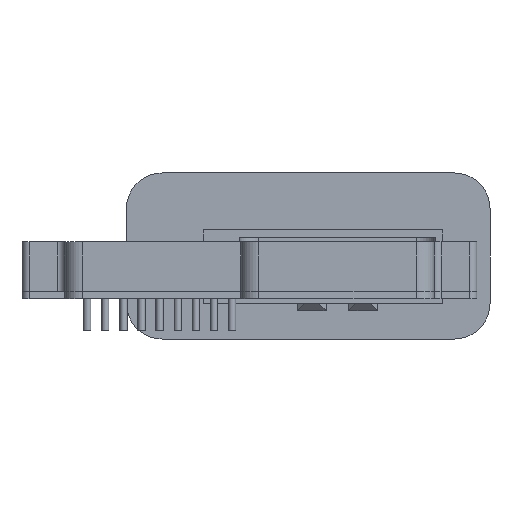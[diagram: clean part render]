
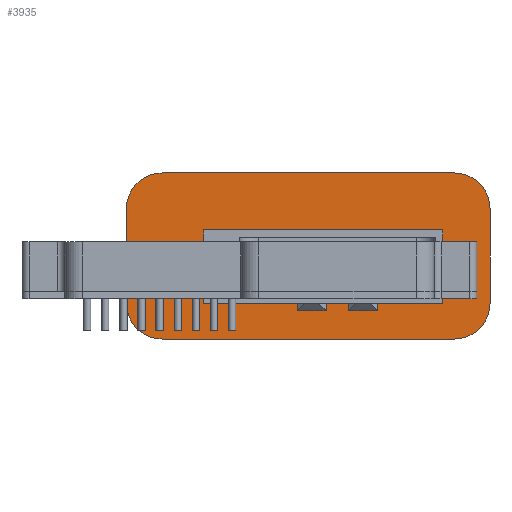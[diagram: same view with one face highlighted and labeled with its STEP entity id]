
A CAD part, left-side view. The second image highlights one B-rep face of the part: STEP entity #3935.
In plain terms, the highlighted planar face has unit normal (-1, 0, 0).
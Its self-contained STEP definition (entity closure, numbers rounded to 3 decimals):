
#230=FACE_BOUND('',#774,.T.);
#231=FACE_BOUND('',#775,.T.);
#347=CIRCLE('',#4361,5.);
#348=CIRCLE('',#4363,5.);
#349=CIRCLE('',#4364,5.);
#350=CIRCLE('',#4365,5.);
#542=FACE_OUTER_BOUND('',#773,.T.);
#773=EDGE_LOOP('',(#3455,#3456,#3457,#3458,#3459,#3460,#3461,#3462));
#774=EDGE_LOOP('',(#3463,#3464,#3465,#3466));
#775=EDGE_LOOP('',(#3467,#3468,#3469,#3470));
#1163=LINE('',#6570,#1574);
#1164=LINE('',#6574,#1575);
#1165=LINE('',#6578,#1576);
#1166=LINE('',#6581,#1577);
#1167=LINE('',#6584,#1578);
#1168=LINE('',#6586,#1579);
#1169=LINE('',#6588,#1580);
#1170=LINE('',#6589,#1581);
#1171=LINE('',#6592,#1582);
#1172=LINE('',#6594,#1583);
#1173=LINE('',#6596,#1584);
#1174=LINE('',#6597,#1585);
#1574=VECTOR('',#5414,10.);
#1575=VECTOR('',#5417,10.);
#1576=VECTOR('',#5420,10.);
#1577=VECTOR('',#5423,10.);
#1578=VECTOR('',#5424,10.);
#1579=VECTOR('',#5425,10.);
#1580=VECTOR('',#5426,10.);
#1581=VECTOR('',#5427,10.);
#1582=VECTOR('',#5428,10.);
#1583=VECTOR('',#5429,10.);
#1584=VECTOR('',#5430,10.);
#1585=VECTOR('',#5431,10.);
#1942=VERTEX_POINT('',#6563);
#1943=VERTEX_POINT('',#6565);
#1944=VERTEX_POINT('',#6569);
#1945=VERTEX_POINT('',#6571);
#1946=VERTEX_POINT('',#6573);
#1947=VERTEX_POINT('',#6575);
#1948=VERTEX_POINT('',#6577);
#1949=VERTEX_POINT('',#6579);
#1950=VERTEX_POINT('',#6582);
#1951=VERTEX_POINT('',#6583);
#1952=VERTEX_POINT('',#6585);
#1953=VERTEX_POINT('',#6587);
#1954=VERTEX_POINT('',#6590);
#1955=VERTEX_POINT('',#6591);
#1956=VERTEX_POINT('',#6593);
#1957=VERTEX_POINT('',#6595);
#2453=EDGE_CURVE('',#1942,#1943,#347,.T.);
#2455=EDGE_CURVE('',#1944,#1942,#1163,.T.);
#2456=EDGE_CURVE('',#1945,#1944,#348,.T.);
#2457=EDGE_CURVE('',#1946,#1945,#1164,.T.);
#2458=EDGE_CURVE('',#1947,#1946,#349,.T.);
#2459=EDGE_CURVE('',#1948,#1947,#1165,.T.);
#2460=EDGE_CURVE('',#1949,#1948,#350,.T.);
#2461=EDGE_CURVE('',#1943,#1949,#1166,.T.);
#2462=EDGE_CURVE('',#1950,#1951,#1167,.T.);
#2463=EDGE_CURVE('',#1952,#1950,#1168,.T.);
#2464=EDGE_CURVE('',#1953,#1952,#1169,.T.);
#2465=EDGE_CURVE('',#1951,#1953,#1170,.T.);
#2466=EDGE_CURVE('',#1954,#1955,#1171,.T.);
#2467=EDGE_CURVE('',#1956,#1954,#1172,.T.);
#2468=EDGE_CURVE('',#1957,#1956,#1173,.T.);
#2469=EDGE_CURVE('',#1955,#1957,#1174,.T.);
#3455=ORIENTED_EDGE('',*,*,#2453,.F.);
#3456=ORIENTED_EDGE('',*,*,#2455,.F.);
#3457=ORIENTED_EDGE('',*,*,#2456,.F.);
#3458=ORIENTED_EDGE('',*,*,#2457,.F.);
#3459=ORIENTED_EDGE('',*,*,#2458,.F.);
#3460=ORIENTED_EDGE('',*,*,#2459,.F.);
#3461=ORIENTED_EDGE('',*,*,#2460,.F.);
#3462=ORIENTED_EDGE('',*,*,#2461,.F.);
#3463=ORIENTED_EDGE('',*,*,#2462,.F.);
#3464=ORIENTED_EDGE('',*,*,#2463,.F.);
#3465=ORIENTED_EDGE('',*,*,#2464,.F.);
#3466=ORIENTED_EDGE('',*,*,#2465,.F.);
#3467=ORIENTED_EDGE('',*,*,#2466,.F.);
#3468=ORIENTED_EDGE('',*,*,#2467,.F.);
#3469=ORIENTED_EDGE('',*,*,#2468,.F.);
#3470=ORIENTED_EDGE('',*,*,#2469,.F.);
#3735=PLANE('',#4362);
#3935=ADVANCED_FACE('',(#542,#230,#231),#3735,.T.);
#4361=AXIS2_PLACEMENT_3D('',#6566,#5409,#5410);
#4362=AXIS2_PLACEMENT_3D('',#6568,#5412,#5413);
#4363=AXIS2_PLACEMENT_3D('',#6572,#5415,#5416);
#4364=AXIS2_PLACEMENT_3D('',#6576,#5418,#5419);
#4365=AXIS2_PLACEMENT_3D('',#6580,#5421,#5422);
#5409=DIRECTION('center_axis',(1.,0.,0.));
#5410=DIRECTION('ref_axis',(0.,-0.707,-0.707));
#5412=DIRECTION('center_axis',(-1.,0.,0.));
#5413=DIRECTION('ref_axis',(0.,0.,1.));
#5414=DIRECTION('',(0.,0.,-1.));
#5415=DIRECTION('center_axis',(1.,0.,0.));
#5416=DIRECTION('ref_axis',(0.,-0.707,0.707));
#5417=DIRECTION('',(0.,-1.,0.));
#5418=DIRECTION('center_axis',(1.,0.,0.));
#5419=DIRECTION('ref_axis',(0.,0.707,0.707));
#5420=DIRECTION('',(0.,0.,1.));
#5421=DIRECTION('center_axis',(1.,0.,0.));
#5422=DIRECTION('ref_axis',(0.,0.707,-0.707));
#5423=DIRECTION('',(0.,1.,0.));
#5424=DIRECTION('',(0.,0.,1.));
#5425=DIRECTION('',(0.,-1.,0.));
#5426=DIRECTION('',(0.,0.,-1.));
#5427=DIRECTION('',(0.,1.,0.));
#5428=DIRECTION('',(0.,-1.,0.));
#5429=DIRECTION('',(0.,0.,-1.));
#5430=DIRECTION('',(0.,1.,0.));
#5431=DIRECTION('',(0.,0.,1.));
#6563=CARTESIAN_POINT('',(38.626,-56.03,10.875));
#6565=CARTESIAN_POINT('',(38.626,-51.03,5.875));
#6566=CARTESIAN_POINT('Origin',(38.626,-51.03,10.875));
#6568=CARTESIAN_POINT('Origin',(38.626,-32.03,5.875));
#6569=CARTESIAN_POINT('',(38.626,-56.03,24.175));
#6570=CARTESIAN_POINT('',(38.626,-56.03,29.175));
#6571=CARTESIAN_POINT('',(38.626,-51.03,29.175));
#6572=CARTESIAN_POINT('Origin',(38.626,-51.03,24.175));
#6573=CARTESIAN_POINT('',(38.626,-10.03,29.175));
#6574=CARTESIAN_POINT('',(38.626,-32.03,29.175));
#6575=CARTESIAN_POINT('',(38.626,-5.03,24.175));
#6576=CARTESIAN_POINT('Origin',(38.626,-10.03,24.175));
#6577=CARTESIAN_POINT('',(38.626,-5.03,10.875));
#6578=CARTESIAN_POINT('',(38.626,-5.03,29.175));
#6579=CARTESIAN_POINT('',(38.626,-10.03,5.875));
#6580=CARTESIAN_POINT('Origin',(38.626,-10.03,10.875));
#6581=CARTESIAN_POINT('',(38.626,-32.03,5.875));
#6582=CARTESIAN_POINT('',(38.626,-33.03,9.875));
#6583=CARTESIAN_POINT('',(38.626,-33.03,17.875));
#6584=CARTESIAN_POINT('',(38.626,-33.03,9.875));
#6585=CARTESIAN_POINT('',(38.626,-29.03,9.875));
#6586=CARTESIAN_POINT('',(38.626,-32.03,9.875));
#6587=CARTESIAN_POINT('',(38.626,-29.03,17.875));
#6588=CARTESIAN_POINT('',(38.626,-29.03,9.875));
#6589=CARTESIAN_POINT('',(38.626,-32.03,17.875));
#6590=CARTESIAN_POINT('',(38.626,-36.23,9.875));
#6591=CARTESIAN_POINT('',(38.626,-40.23,9.875));
#6592=CARTESIAN_POINT('',(38.626,-34.63,9.875));
#6593=CARTESIAN_POINT('',(38.626,-36.23,17.875));
#6594=CARTESIAN_POINT('',(38.626,-36.23,9.875));
#6595=CARTESIAN_POINT('',(38.626,-40.23,17.875));
#6596=CARTESIAN_POINT('',(38.626,-34.63,17.875));
#6597=CARTESIAN_POINT('',(38.626,-40.23,9.875));
